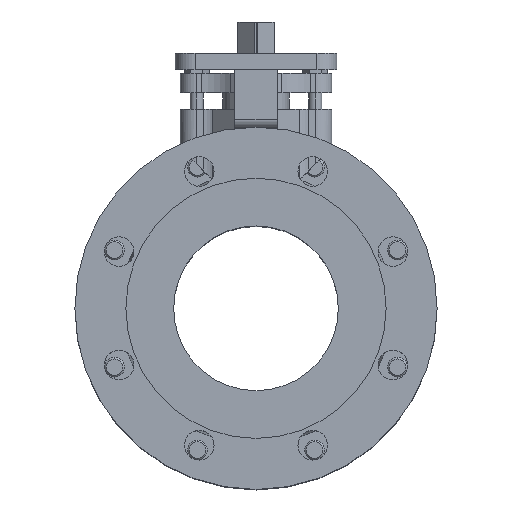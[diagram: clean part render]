
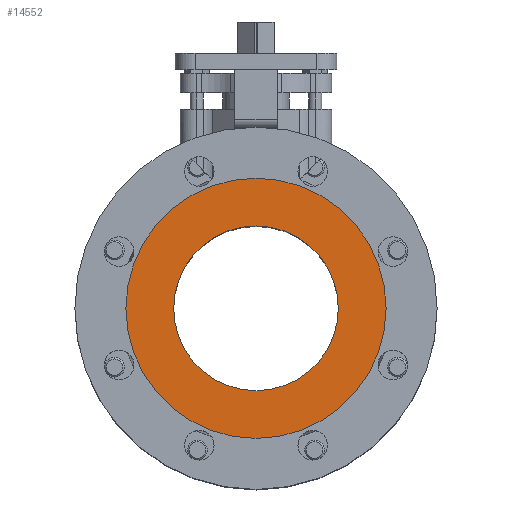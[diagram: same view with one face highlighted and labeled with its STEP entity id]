
A CAD part, top view. The second image highlights one B-rep face of the part: STEP entity #14552.
In plain terms, the highlighted planar face has unit normal (0, 0, 1).
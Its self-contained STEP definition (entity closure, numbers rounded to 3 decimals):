
#469 = CARTESIAN_POINT ( 'NONE',  ( 79., 0., 83. ) ) ;
#1077 = ORIENTED_EDGE ( 'NONE', *, *, #7819, .F. ) ;
#2055 = ORIENTED_EDGE ( 'NONE', *, *, #20827, .F. ) ;
#2247 = ORIENTED_EDGE ( 'NONE', *, *, #20421, .F. ) ;
#2368 = DIRECTION ( 'NONE',  ( 0., 0., -1. ) ) ;
#4171 = CIRCLE ( 'NONE', #7597, 50. ) ;
#4790 = AXIS2_PLACEMENT_3D ( 'NONE', #12548, #2368, #14250 ) ;
#4830 = CARTESIAN_POINT ( 'NONE',  ( 0., 0., 83. ) ) ;
#5387 = CIRCLE ( 'NONE', #10052, 50. ) ;
#5672 = CARTESIAN_POINT ( 'NONE',  ( -79., 0., 83. ) ) ;
#6413 = VERTEX_POINT ( 'NONE', #469 ) ;
#6521 = DIRECTION ( 'NONE',  ( 1., 0., 0. ) ) ;
#6678 = CARTESIAN_POINT ( 'NONE',  ( -50., 0., 83. ) ) ;
#6783 = DIRECTION ( 'NONE',  ( 0., 0., -1. ) ) ;
#6937 = DIRECTION ( 'NONE',  ( 0., 0., 1. ) ) ;
#7151 = VERTEX_POINT ( 'NONE', #6678 ) ;
#7597 = AXIS2_PLACEMENT_3D ( 'NONE', #4830, #16665, #6521 ) ;
#7819 = EDGE_CURVE ( 'NONE', #6413, #11019, #13360, .T. ) ;
#7870 = CARTESIAN_POINT ( 'NONE',  ( 0., 0., 83. ) ) ;
#7940 = DIRECTION ( 'NONE',  ( 0., 0., 1. ) ) ;
#10052 = AXIS2_PLACEMENT_3D ( 'NONE', #17084, #6937, #18782 ) ;
#10593 = FACE_BOUND ( 'NONE', #10685, .T. ) ;
#10685 = EDGE_LOOP ( 'NONE', ( #12632, #2055 ) ) ;
#11019 = VERTEX_POINT ( 'NONE', #5672 ) ;
#12548 = CARTESIAN_POINT ( 'NONE',  ( 0., 0., 83. ) ) ;
#12632 = ORIENTED_EDGE ( 'NONE', *, *, #15560, .F. ) ;
#13360 = CIRCLE ( 'NONE', #16888, 79. ) ;
#14250 = DIRECTION ( 'NONE',  ( -1., 0., 0. ) ) ;
#14552 = ADVANCED_FACE ( 'NONE', ( #10593, #19559 ), #18096, .T. ) ;
#15560 = EDGE_CURVE ( 'NONE', #21447, #7151, #4171, .T. ) ;
#16665 = DIRECTION ( 'NONE',  ( 0., 0., 1. ) ) ;
#16888 = AXIS2_PLACEMENT_3D ( 'NONE', #16924, #6783, #18624 ) ;
#16924 = CARTESIAN_POINT ( 'NONE',  ( 0., 0., 83. ) ) ;
#17084 = CARTESIAN_POINT ( 'NONE',  ( 0., 0., 83. ) ) ;
#18096 = PLANE ( 'NONE',  #20641 ) ;
#18624 = DIRECTION ( 'NONE',  ( -1., 0., 0. ) ) ;
#18782 = DIRECTION ( 'NONE',  ( 1., 0., 0. ) ) ;
#19155 = CIRCLE ( 'NONE', #4790, 79. ) ;
#19467 = CARTESIAN_POINT ( 'NONE',  ( 50., 0., 83. ) ) ;
#19559 = FACE_OUTER_BOUND ( 'NONE', #19961, .T. ) ;
#19786 = DIRECTION ( 'NONE',  ( 1., 0., 0. ) ) ;
#19961 = EDGE_LOOP ( 'NONE', ( #2247, #1077 ) ) ;
#20421 = EDGE_CURVE ( 'NONE', #11019, #6413, #19155, .T. ) ;
#20641 = AXIS2_PLACEMENT_3D ( 'NONE', #7870, #7940, #19786 ) ;
#20827 = EDGE_CURVE ( 'NONE', #7151, #21447, #5387, .T. ) ;
#21447 = VERTEX_POINT ( 'NONE', #19467 ) ;
